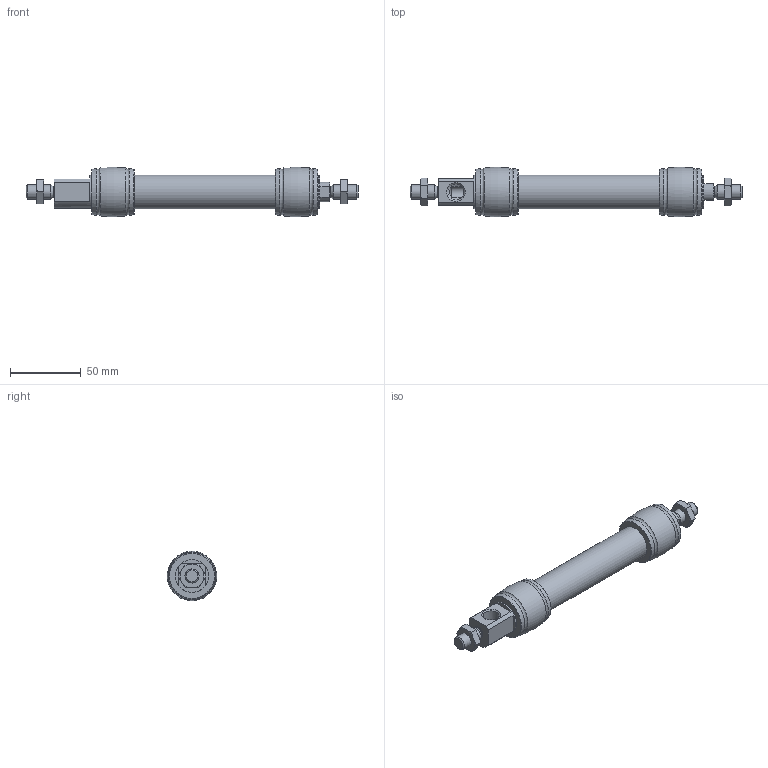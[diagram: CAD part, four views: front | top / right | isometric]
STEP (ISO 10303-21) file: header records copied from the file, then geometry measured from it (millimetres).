
FILE_DESCRIPTION(/* description */ ('STEP AP214'),/* implementation_level */ '2;1');
FILE_NAME(/* name */ '8114534_DMSP-20-100N-RM-CM',/* time_stamp */ '2024-08-20T14:52:32+02:00',/* author */ ('License CC BY-ND 4.0'),/* organization */ ('CADENAS'),/* preprocessor_version */ 'ST-DEVELOPER v19.3',/* originating_system */ 'PARTsolutions',/* authorisation */ ' ');
FILE_SCHEMA (('AUTOMOTIVE_DESIGN {1 0 10303 214 3 1 1}'));
Length unit declared in the file: millimetre
Products named in the file (3): 8114534 DMSP-20-100N-RM-CM---(0); 541404 DMSP-20-100N-RM-CM---(0SP); DIN-439-B - M10x1.25(F)
Assembly tree (3 placements, depth 2):
  8114534 DMSP-20-100N-RM-CM---(0)
    541404 DMSP-20-100N-RM-CM---(0SP)
    DIN-439-B - M10x1.25(F)  x2
Bounding box: 235 x 34.97 x 34.94 mm (x, y, z)
Volume: 80643.1 mm3; surface area: 29977.1 mm2
Topology: 3 solids, 3 shells, 89 faces, 183 edges, 111 vertices
Faces by surface type: plane 37, cone 18, torus 18, cylinder 16
Full cylindrical faces by diameter (mm): 8 x3, 8.647 x2, 10 x2, 11.445 x1, 19 x2, 20 x1, 23.4 x2, 24 x1
Entity records: 2292 total; most frequent: CARTESIAN_POINT 358, DIRECTION 316, ORIENTED_EDGE 214, AXIS2_PLACEMENT_3D 145, EDGE_LOOP 132, FACE_BOUND 132, EDGE_CURVE 107, VERTEX_POINT 89
